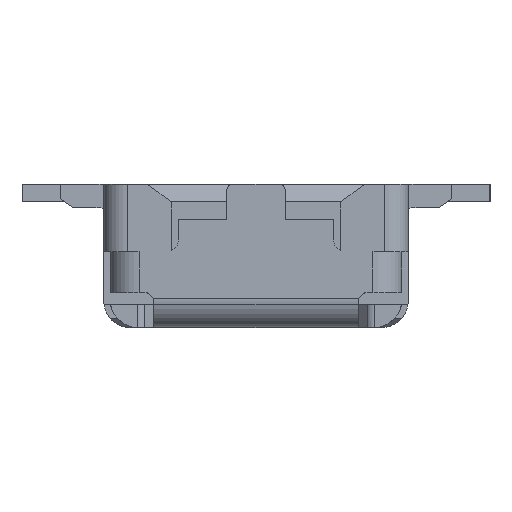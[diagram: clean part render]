
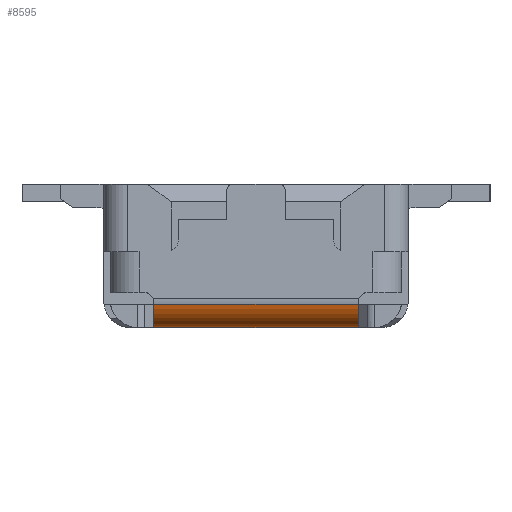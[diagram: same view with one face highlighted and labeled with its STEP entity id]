
A CAD part, left-side view. The second image highlights one B-rep face of the part: STEP entity #8595.
In plain terms, the highlighted cylindrical face has radius 0.1 mm (diameter 0.2 mm), a partial arc.
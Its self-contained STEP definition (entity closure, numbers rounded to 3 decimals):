
#289=CIRCLE('',#9315,0.1);
#290=CIRCLE('',#9317,0.1);
#424=CYLINDRICAL_SURFACE('',#9316,0.1);
#881=FACE_OUTER_BOUND('',#1381,.T.);
#1381=EDGE_LOOP('',(#7434,#7435,#7436,#7437));
#2302=LINE('',#14153,#3262);
#2303=LINE('',#14156,#3263);
#3262=VECTOR('',#11509,10.);
#3263=VECTOR('',#11512,1.);
#4049=VERTEX_POINT('',#14146);
#4050=VERTEX_POINT('',#14148);
#4051=VERTEX_POINT('',#14152);
#4052=VERTEX_POINT('',#14154);
#5194=EDGE_CURVE('',#4050,#4049,#289,.T.);
#5196=EDGE_CURVE('',#4049,#4051,#2302,.T.);
#5197=EDGE_CURVE('',#4051,#4052,#290,.T.);
#5198=EDGE_CURVE('',#4050,#4052,#2303,.T.);
#7434=ORIENTED_EDGE('',*,*,#5196,.T.);
#7435=ORIENTED_EDGE('',*,*,#5197,.T.);
#7436=ORIENTED_EDGE('',*,*,#5198,.F.);
#7437=ORIENTED_EDGE('',*,*,#5194,.T.);
#8595=ADVANCED_FACE('',(#881),#424,.T.);
#9315=AXIS2_PLACEMENT_3D('',#14149,#11504,#11505);
#9316=AXIS2_PLACEMENT_3D('',#14151,#11507,#11508);
#9317=AXIS2_PLACEMENT_3D('',#14155,#11510,#11511);
#11504=DIRECTION('center_axis',(0.,1.,0.));
#11505=DIRECTION('ref_axis',(0.,0.,-1.));
#11507=DIRECTION('center_axis',(0.,-1.,0.));
#11508=DIRECTION('ref_axis',(0.,0.,1.));
#11509=DIRECTION('',(0.,1.,0.));
#11510=DIRECTION('center_axis',(0.,-1.,0.));
#11511=DIRECTION('ref_axis',(0.,0.,-1.));
#11512=DIRECTION('',(0.,1.,0.));
#14146=CARTESIAN_POINT('',(-4.858,0.6,0.19));
#14148=CARTESIAN_POINT('',(-4.76,0.6,0.11));
#14149=CARTESIAN_POINT('Origin',(-4.76,0.6,0.21));
#14151=CARTESIAN_POINT('Origin',(-4.76,0.95,0.21));
#14152=CARTESIAN_POINT('',(-4.858,1.3,0.19));
#14153=CARTESIAN_POINT('',(-4.858,0.95,0.19));
#14154=CARTESIAN_POINT('',(-4.76,1.3,0.11));
#14155=CARTESIAN_POINT('Origin',(-4.76,1.3,0.21));
#14156=CARTESIAN_POINT('',(-4.76,0.95,0.11));
